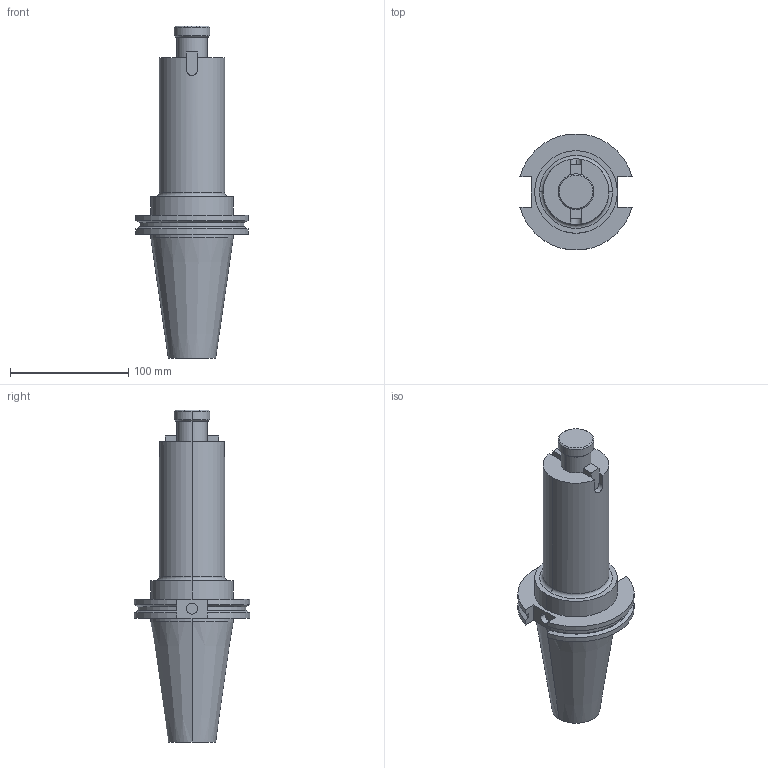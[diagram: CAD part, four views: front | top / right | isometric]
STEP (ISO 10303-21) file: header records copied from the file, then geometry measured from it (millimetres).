
FILE_DESCRIPTION (( 'STEP AP203' ), '1' );
FILE_NAME ('STP-22723-6.STEP', '2020-06-05T07:20:45', ( '' ), ( '' ), 'SwSTEP 2.0', 'SolidWorks 2017', '' );
FILE_SCHEMA (( 'CONFIG_CONTROL_DESIGN' ));
Length unit declared in the file: millimetre
Products named in the file (1): STP-22723-6
Bounding box: 94.95 x 98.05 x 280.85 mm (x, y, z)
Volume: 693899.2 mm3; surface area: 69922.6 mm2
Topology: 2 solids, 2 shells, 79 faces, 187 edges, 117 vertices
Faces by surface type: plane 34, cylinder 27, cone 16, torus 2
Entity records: 2400 total; most frequent: CARTESIAN_POINT 473, DIRECTION 403, ORIENTED_EDGE 370, EDGE_CURVE 185, AXIS2_PLACEMENT_3D 149, VERTEX_POINT 117, LINE 105, VECTOR 105
